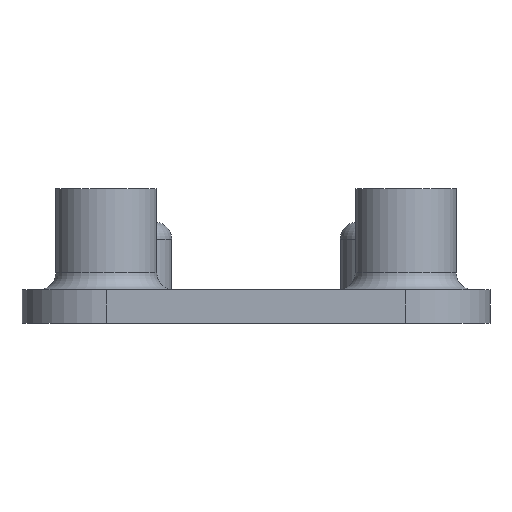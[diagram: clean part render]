
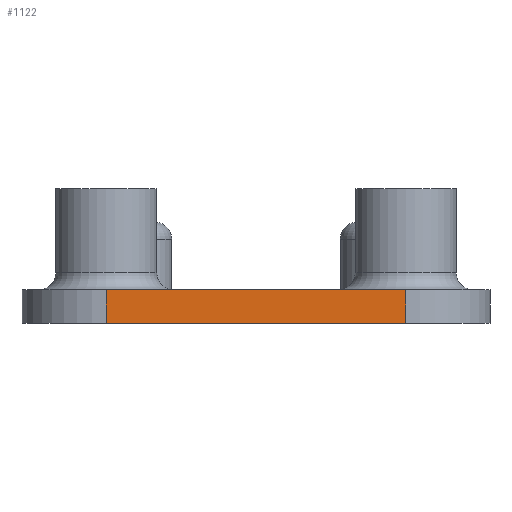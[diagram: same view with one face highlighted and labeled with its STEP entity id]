
A CAD part, front view. The second image highlights one B-rep face of the part: STEP entity #1122.
In plain terms, the highlighted planar face has unit normal (0, -1, 0).
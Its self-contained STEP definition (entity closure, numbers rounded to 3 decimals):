
#66=LINE('',#1701,#134);
#127=LINE('',#2000,#195);
#128=LINE('',#2003,#196);
#129=LINE('',#2004,#197);
#134=VECTOR('',#1316,10.);
#195=VECTOR('',#1665,10.);
#196=VECTOR('',#1668,10.);
#197=VECTOR('',#1669,10.);
#228=PLANE('',#1292);
#296=FACE_OUTER_BOUND('',#379,.T.);
#379=EDGE_LOOP('',(#1001,#1002,#1003,#1004));
#482=VERTEX_POINT('',#1698);
#483=VERTEX_POINT('',#1700);
#577=VERTEX_POINT('',#1998);
#578=VERTEX_POINT('',#2002);
#587=EDGE_CURVE('',#482,#483,#66,.T.);
#729=EDGE_CURVE('',#577,#483,#127,.T.);
#730=EDGE_CURVE('',#577,#578,#128,.T.);
#731=EDGE_CURVE('',#578,#482,#129,.T.);
#1001=ORIENTED_EDGE('',*,*,#730,.F.);
#1002=ORIENTED_EDGE('',*,*,#729,.T.);
#1003=ORIENTED_EDGE('',*,*,#587,.F.);
#1004=ORIENTED_EDGE('',*,*,#731,.F.);
#1122=ADVANCED_FACE('',(#296),#228,.T.);
#1292=AXIS2_PLACEMENT_3D('',#2001,#1666,#1667);
#1316=DIRECTION('',(1.,0.,0.));
#1665=DIRECTION('',(0.,0.,1.));
#1666=DIRECTION('center_axis',(0.,-1.,0.));
#1667=DIRECTION('ref_axis',(1.,0.,0.));
#1668=DIRECTION('',(-1.,0.,0.));
#1669=DIRECTION('',(0.,0.,1.));
#1698=CARTESIAN_POINT('',(-9.302,-33.341,3.5));
#1700=CARTESIAN_POINT('',(8.478,-33.341,3.5));
#1701=CARTESIAN_POINT('',(8.478,-33.341,3.5));
#1998=CARTESIAN_POINT('',(8.478,-33.341,1.5));
#2000=CARTESIAN_POINT('',(8.478,-33.341,1.5));
#2001=CARTESIAN_POINT('Origin',(-9.302,-33.341,1.5));
#2002=CARTESIAN_POINT('',(-9.302,-33.341,1.5));
#2003=CARTESIAN_POINT('',(8.478,-33.341,1.5));
#2004=CARTESIAN_POINT('',(-9.302,-33.341,1.5));
